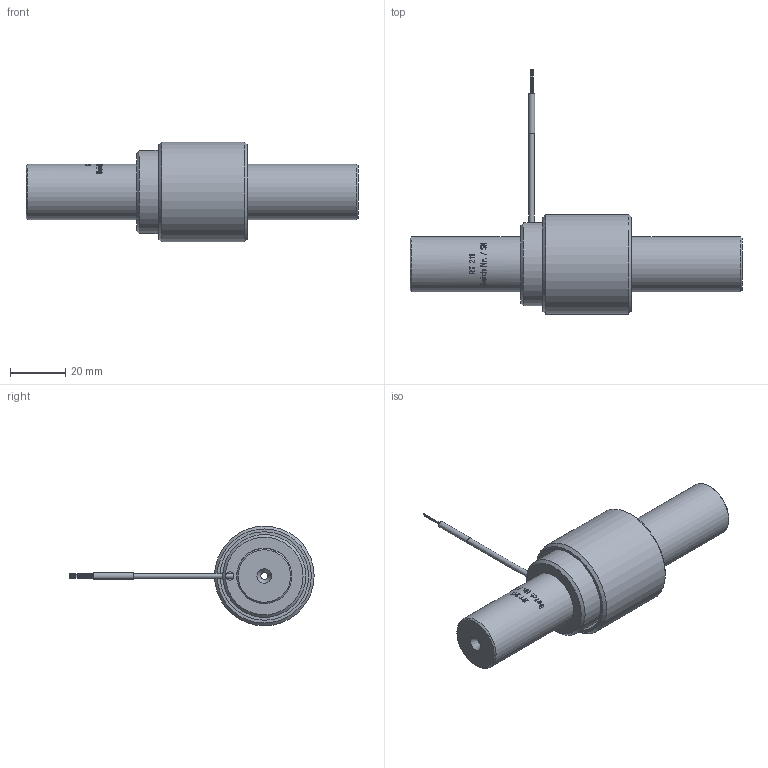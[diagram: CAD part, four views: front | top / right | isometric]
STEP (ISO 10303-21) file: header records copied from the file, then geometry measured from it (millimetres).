
FILE_DESCRIPTION (( 'STEP AP203' ), '1' );
FILE_NAME ('125-211-000-011.STEP', '2020-09-01T11:48:48', ( 'magtroladmin' ), ( 'Hewlett-Packard Company' ), 'SwSTEP 2.0', 'SolidWorks 2020', '' );
FILE_SCHEMA (( 'CONFIG_CONTROL_DESIGN' ));
Length unit declared in the file: millimetre
Products named in the file (1): 125-211-000-011
Bounding box: 120 x 88.27 x 36 mm (x, y, z)
Surface area: 15273.2 mm2 (no closed solid volume)
Topology: 0 solids, 5 shells, 109 faces, 736 edges, 604 vertices
Faces by surface type: plane 40, cylinder 33, bspline 29, cone 7
Full cylindrical faces by diameter (mm): 0.282 x4, 2 x1, 2.212 x1, 2.5 x3, 3 x1, 20 x2, 30 x1, 32 x1, 36 x1
Entity records: 10282 total; most frequent: CARTESIAN_POINT 6066, ORIENTED_EDGE 864, EDGE_CURVE 710, VERTEX_POINT 601, B_SPLINE_CURVE_WITH_KNOTS 526, DIRECTION 437, AXIS2_PLACEMENT_3D 172, EDGE_LOOP 163
